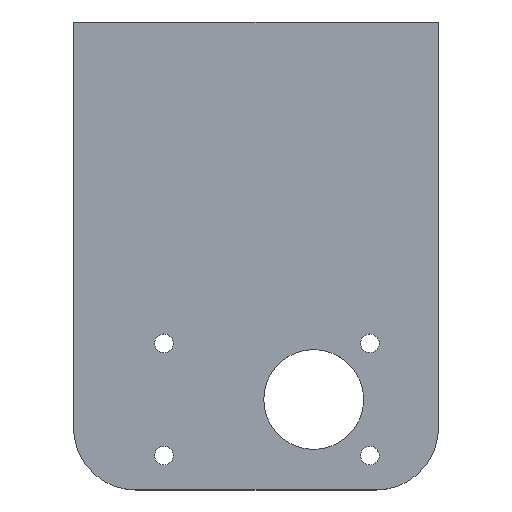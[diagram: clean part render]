
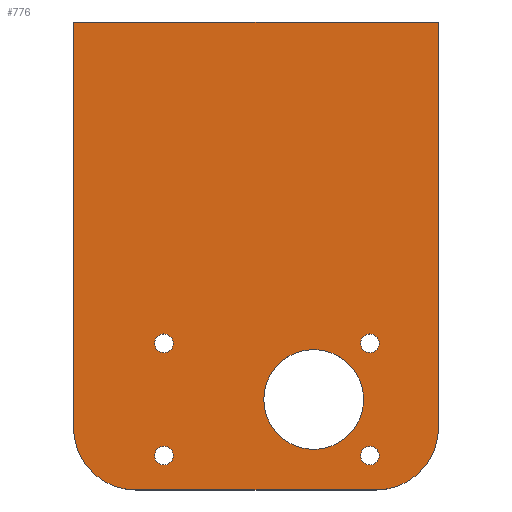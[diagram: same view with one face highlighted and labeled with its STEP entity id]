
A CAD part, top view. The second image highlights one B-rep face of the part: STEP entity #776.
In plain terms, the highlighted planar face has unit normal (0, 0, 1).
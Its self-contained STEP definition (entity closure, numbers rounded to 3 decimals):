
#3 = AXIS2_PLACEMENT_3D ( 'NONE', #491, #508, #805 ) ;
#24 = CARTESIAN_POINT ( 'NONE',  ( 20., 60.5, 2.5 ) ) ;
#33 = CARTESIAN_POINT ( 'NONE',  ( 9., 9., 2.5 ) ) ;
#64 = CARTESIAN_POINT ( 'NONE',  ( 0., 0., 2.5 ) ) ;
#68 = EDGE_CURVE ( 'NONE', #377, #340, #106, .T. ) ;
#71 = FACE_BOUND ( 'NONE', #600, .T. ) ;
#76 = FACE_BOUND ( 'NONE', #133, .T. ) ;
#79 = CARTESIAN_POINT ( 'NONE',  ( 9., -9., 2.5 ) ) ;
#80 = EDGE_CURVE ( 'NONE', #760, #139, #939, .T. ) ;
#89 = ORIENTED_EDGE ( 'NONE', *, *, #675, .F. ) ;
#95 = EDGE_CURVE ( 'NONE', #538, #139, #135, .T. ) ;
#99 = EDGE_CURVE ( 'NONE', #607, #293, #897, .T. ) ;
#106 = CIRCLE ( 'NONE', #349, 1.5 ) ;
#113 = DIRECTION ( 'NONE',  ( 1., 0., 0. ) ) ;
#115 = CARTESIAN_POINT ( 'NONE',  ( 9., -9., 2.5 ) ) ;
#133 = EDGE_LOOP ( 'NONE', ( #739, #803 ) ) ;
#135 = LINE ( 'NONE', #152, #512 ) ;
#139 = VERTEX_POINT ( 'NONE', #727 ) ;
#147 = AXIS2_PLACEMENT_3D ( 'NONE', #79, #231, #516 ) ;
#148 = ORIENTED_EDGE ( 'NONE', *, *, #447, .F. ) ;
#149 = AXIS2_PLACEMENT_3D ( 'NONE', #343, #632, #345 ) ;
#151 = EDGE_CURVE ( 'NONE', #902, #851, #874, .T. ) ;
#152 = CARTESIAN_POINT ( 'NONE',  ( 0., -14.5, 2.5 ) ) ;
#157 = EDGE_CURVE ( 'NONE', #751, #760, #285, .T. ) ;
#162 = VECTOR ( 'NONE', #757, 1000. ) ;
#186 = DIRECTION ( 'NONE',  ( 0., 0., 1. ) ) ;
#192 = CARTESIAN_POINT ( 'NONE',  ( 10.5, 9., 2.5 ) ) ;
#199 = CIRCLE ( 'NONE', #786, 1.5 ) ;
#204 = EDGE_CURVE ( 'NONE', #902, #751, #895, .T. ) ;
#210 = CIRCLE ( 'NONE', #745, 1.5 ) ;
#215 = ORIENTED_EDGE ( 'NONE', *, *, #204, .T. ) ;
#217 = CARTESIAN_POINT ( 'NONE',  ( -38.5, -4.5, 2.5 ) ) ;
#219 = DIRECTION ( 'NONE',  ( 1., 0., 0. ) ) ;
#228 = VECTOR ( 'NONE', #431, 1000. ) ;
#231 = DIRECTION ( 'NONE',  ( 0., 0., 1. ) ) ;
#234 = EDGE_CURVE ( 'NONE', #538, #851, #569, .T. ) ;
#235 = EDGE_LOOP ( 'NONE', ( #774, #374, #647, #297, #253, #215 ) ) ;
#242 = AXIS2_PLACEMENT_3D ( 'NONE', #829, #389, #691 ) ;
#253 = ORIENTED_EDGE ( 'NONE', *, *, #151, .F. ) ;
#267 = CARTESIAN_POINT ( 'NONE',  ( -25.5, -9., 2.5 ) ) ;
#272 = CIRCLE ( 'NONE', #812, 1.5 ) ;
#280 = CARTESIAN_POINT ( 'NONE',  ( 7.5, -9., 2.5 ) ) ;
#281 = FACE_BOUND ( 'NONE', #907, .T. ) ;
#282 = ORIENTED_EDGE ( 'NONE', *, *, #403, .F. ) ;
#285 = LINE ( 'NONE', #878, #228 ) ;
#286 = FACE_OUTER_BOUND ( 'NONE', #235, .T. ) ;
#292 = CARTESIAN_POINT ( 'NONE',  ( -38.5, 60.5, 2.5 ) ) ;
#293 = VERTEX_POINT ( 'NONE', #753 ) ;
#297 = ORIENTED_EDGE ( 'NONE', *, *, #234, .T. ) ;
#321 = CIRCLE ( 'NONE', #149, 1.5 ) ;
#338 = DIRECTION ( 'NONE',  ( 0., 0., 1. ) ) ;
#340 = VERTEX_POINT ( 'NONE', #515 ) ;
#343 = CARTESIAN_POINT ( 'NONE',  ( -24., 9., 2.5 ) ) ;
#345 = DIRECTION ( 'NONE',  ( 1., 0., 0. ) ) ;
#349 = AXIS2_PLACEMENT_3D ( 'NONE', #814, #645, #219 ) ;
#360 = EDGE_CURVE ( 'NONE', #688, #660, #210, .T. ) ;
#374 = ORIENTED_EDGE ( 'NONE', *, *, #80, .T. ) ;
#377 = VERTEX_POINT ( 'NONE', #267 ) ;
#389 = DIRECTION ( 'NONE',  ( 0., 0., 1. ) ) ;
#395 = DIRECTION ( 'NONE',  ( 0., 0., 1. ) ) ;
#403 = EDGE_CURVE ( 'NONE', #546, #581, #199, .T. ) ;
#415 = CARTESIAN_POINT ( 'NONE',  ( -8., 0., 2.5 ) ) ;
#418 = CARTESIAN_POINT ( 'NONE',  ( 0., 0., 2.5 ) ) ;
#431 = DIRECTION ( 'NONE',  ( 0., -1., 0. ) ) ;
#435 = EDGE_CURVE ( 'NONE', #293, #607, #766, .T. ) ;
#439 = AXIS2_PLACEMENT_3D ( 'NONE', #418, #186, #784 ) ;
#441 = DIRECTION ( 'NONE',  ( 1., 0., 0. ) ) ;
#447 = EDGE_CURVE ( 'NONE', #536, #837, #481, .T. ) ;
#465 = EDGE_CURVE ( 'NONE', #581, #546, #321, .T. ) ;
#467 = DIRECTION ( 'NONE',  ( 0., 0., 1. ) ) ;
#471 = DIRECTION ( 'NONE',  ( 1., 0., 0. ) ) ;
#477 = CARTESIAN_POINT ( 'NONE',  ( -24., -9., 2.5 ) ) ;
#481 = CIRCLE ( 'NONE', #610, 1.5 ) ;
#491 = CARTESIAN_POINT ( 'NONE',  ( -28.5, -4.5, 2.5 ) ) ;
#499 = CARTESIAN_POINT ( 'NONE',  ( 20., 0., 2.5 ) ) ;
#506 = AXIS2_PLACEMENT_3D ( 'NONE', #477, #338, #551 ) ;
#508 = DIRECTION ( 'NONE',  ( 0., 0., 1. ) ) ;
#512 = VECTOR ( 'NONE', #737, 1000. ) ;
#515 = CARTESIAN_POINT ( 'NONE',  ( -22.5, -9., 2.5 ) ) ;
#516 = DIRECTION ( 'NONE',  ( 1., 0., 0. ) ) ;
#524 = ORIENTED_EDGE ( 'NONE', *, *, #360, .F. ) ;
#525 = ORIENTED_EDGE ( 'NONE', *, *, #609, .F. ) ;
#534 = EDGE_LOOP ( 'NONE', ( #894, #89 ) ) ;
#536 = VERTEX_POINT ( 'NONE', #280 ) ;
#538 = VERTEX_POINT ( 'NONE', #695 ) ;
#543 = EDGE_LOOP ( 'NONE', ( #148, #921 ) ) ;
#546 = VERTEX_POINT ( 'NONE', #550 ) ;
#550 = CARTESIAN_POINT ( 'NONE',  ( -25.5, 9., 2.5 ) ) ;
#551 = DIRECTION ( 'NONE',  ( 1., 0., 0. ) ) ;
#561 = DIRECTION ( 'NONE',  ( 1., 0., 0. ) ) ;
#569 = CIRCLE ( 'NONE', #242, 10. ) ;
#570 = CIRCLE ( 'NONE', #147, 1.5 ) ;
#577 = FACE_BOUND ( 'NONE', #534, .T. ) ;
#581 = VERTEX_POINT ( 'NONE', #733 ) ;
#592 = CARTESIAN_POINT ( 'NONE',  ( 20., -4.5, 2.5 ) ) ;
#600 = EDGE_LOOP ( 'NONE', ( #282, #631 ) ) ;
#607 = VERTEX_POINT ( 'NONE', #415 ) ;
#609 = EDGE_CURVE ( 'NONE', #660, #688, #272, .T. ) ;
#610 = AXIS2_PLACEMENT_3D ( 'NONE', #115, #777, #471 ) ;
#631 = ORIENTED_EDGE ( 'NONE', *, *, #465, .F. ) ;
#632 = DIRECTION ( 'NONE',  ( 0., 0., 1. ) ) ;
#640 = VECTOR ( 'NONE', #808, 1000. ) ;
#645 = DIRECTION ( 'NONE',  ( 0., 0., 1. ) ) ;
#647 = ORIENTED_EDGE ( 'NONE', *, *, #95, .F. ) ;
#660 = VERTEX_POINT ( 'NONE', #192 ) ;
#673 = CARTESIAN_POINT ( 'NONE',  ( 0., 60.5, 2.5 ) ) ;
#675 = EDGE_CURVE ( 'NONE', #340, #377, #834, .T. ) ;
#688 = VERTEX_POINT ( 'NONE', #785 ) ;
#691 = DIRECTION ( 'NONE',  ( 1., 0., 0. ) ) ;
#695 = CARTESIAN_POINT ( 'NONE',  ( 10., -14.5, 2.5 ) ) ;
#722 = PLANE ( 'NONE',  #953 ) ;
#727 = CARTESIAN_POINT ( 'NONE',  ( -28.5, -14.5, 2.5 ) ) ;
#733 = CARTESIAN_POINT ( 'NONE',  ( -22.5, 9., 2.5 ) ) ;
#737 = DIRECTION ( 'NONE',  ( -1., 0., 0. ) ) ;
#739 = ORIENTED_EDGE ( 'NONE', *, *, #99, .F. ) ;
#745 = AXIS2_PLACEMENT_3D ( 'NONE', #33, #395, #113 ) ;
#751 = VERTEX_POINT ( 'NONE', #292 ) ;
#753 = CARTESIAN_POINT ( 'NONE',  ( 8., 0., 2.5 ) ) ;
#757 = DIRECTION ( 'NONE',  ( -1., 0., 0. ) ) ;
#760 = VERTEX_POINT ( 'NONE', #217 ) ;
#766 = CIRCLE ( 'NONE', #439, 8. ) ;
#768 = CARTESIAN_POINT ( 'NONE',  ( -24., 9., 2.5 ) ) ;
#774 = ORIENTED_EDGE ( 'NONE', *, *, #157, .T. ) ;
#776 = ADVANCED_FACE ( 'NONE', ( #71, #281, #957, #577, #76, #286 ), #722, .T. ) ;
#777 = DIRECTION ( 'NONE',  ( 0., 0., 1. ) ) ;
#784 = DIRECTION ( 'NONE',  ( 1., 0., 0. ) ) ;
#785 = CARTESIAN_POINT ( 'NONE',  ( 7.5, 9., 2.5 ) ) ;
#786 = AXIS2_PLACEMENT_3D ( 'NONE', #768, #467, #928 ) ;
#803 = ORIENTED_EDGE ( 'NONE', *, *, #435, .F. ) ;
#805 = DIRECTION ( 'NONE',  ( 1., 0., 0. ) ) ;
#808 = DIRECTION ( 'NONE',  ( 0., -1., 0. ) ) ;
#812 = AXIS2_PLACEMENT_3D ( 'NONE', #919, #931, #561 ) ;
#814 = CARTESIAN_POINT ( 'NONE',  ( -24., -9., 2.5 ) ) ;
#815 = DIRECTION ( 'NONE',  ( 1., 0., 0. ) ) ;
#829 = CARTESIAN_POINT ( 'NONE',  ( 10., -4.5, 2.5 ) ) ;
#834 = CIRCLE ( 'NONE', #506, 1.5 ) ;
#837 = VERTEX_POINT ( 'NONE', #896 ) ;
#850 = AXIS2_PLACEMENT_3D ( 'NONE', #887, #944, #441 ) ;
#851 = VERTEX_POINT ( 'NONE', #592 ) ;
#865 = EDGE_CURVE ( 'NONE', #837, #536, #570, .T. ) ;
#874 = LINE ( 'NONE', #499, #640 ) ;
#878 = CARTESIAN_POINT ( 'NONE',  ( -38.5, 0., 2.5 ) ) ;
#887 = CARTESIAN_POINT ( 'NONE',  ( 0., 0., 2.5 ) ) ;
#894 = ORIENTED_EDGE ( 'NONE', *, *, #68, .F. ) ;
#895 = LINE ( 'NONE', #673, #162 ) ;
#896 = CARTESIAN_POINT ( 'NONE',  ( 10.5, -9., 2.5 ) ) ;
#897 = CIRCLE ( 'NONE', #850, 8. ) ;
#902 = VERTEX_POINT ( 'NONE', #24 ) ;
#907 = EDGE_LOOP ( 'NONE', ( #524, #525 ) ) ;
#919 = CARTESIAN_POINT ( 'NONE',  ( 9., 9., 2.5 ) ) ;
#921 = ORIENTED_EDGE ( 'NONE', *, *, #865, .F. ) ;
#928 = DIRECTION ( 'NONE',  ( 1., 0., 0. ) ) ;
#931 = DIRECTION ( 'NONE',  ( 0., 0., 1. ) ) ;
#939 = CIRCLE ( 'NONE', #3, 10. ) ;
#944 = DIRECTION ( 'NONE',  ( 0., 0., 1. ) ) ;
#953 = AXIS2_PLACEMENT_3D ( 'NONE', #64, #962, #815 ) ;
#957 = FACE_BOUND ( 'NONE', #543, .T. ) ;
#962 = DIRECTION ( 'NONE',  ( 0., 0., 1. ) ) ;
